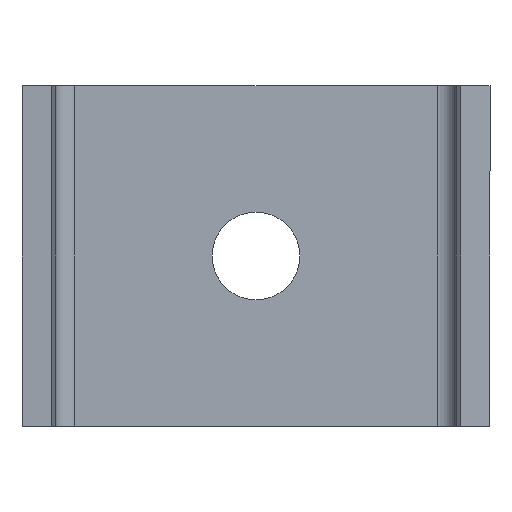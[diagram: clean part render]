
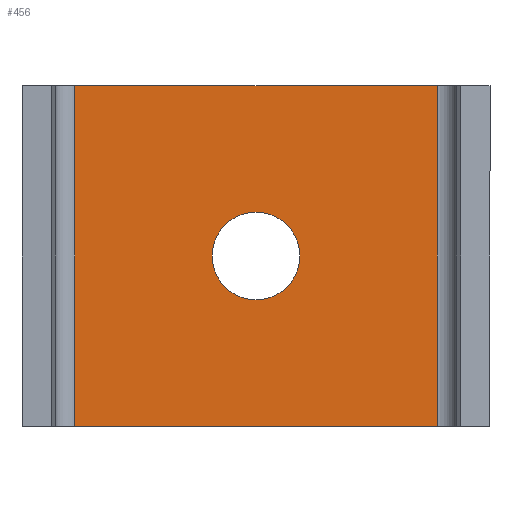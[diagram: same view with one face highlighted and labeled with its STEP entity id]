
A CAD part, front view. The second image highlights one B-rep face of the part: STEP entity #456.
In plain terms, the highlighted planar face has unit normal (0, -1, 0).
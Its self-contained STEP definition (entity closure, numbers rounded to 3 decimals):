
#16 = CARTESIAN_POINT ( 'NONE',  ( 18.6, 0., -17.5 ) ) ;
#17 = DIRECTION ( 'NONE',  ( 0., 0., -1. ) ) ;
#20 = PLANE ( 'NONE',  #138 ) ;
#21 = DIRECTION ( 'NONE',  ( 0., 0., 1. ) ) ;
#25 = DIRECTION ( 'NONE',  ( 0., 0., 1. ) ) ;
#26 = VERTEX_POINT ( 'NONE', #16 ) ;
#58 = EDGE_CURVE ( 'NONE', #611, #245, #621, .T. ) ;
#60 = EDGE_LOOP ( 'NONE', ( #207, #133, #506, #439 ) ) ;
#87 = CARTESIAN_POINT ( 'NONE',  ( -18.6, 0., -17.5 ) ) ;
#127 = VERTEX_POINT ( 'NONE', #87 ) ;
#128 = LINE ( 'NONE', #225, #433 ) ;
#129 = EDGE_CURVE ( 'NONE', #26, #127, #303, .T. ) ;
#133 = ORIENTED_EDGE ( 'NONE', *, *, #129, .F. ) ;
#138 = AXIS2_PLACEMENT_3D ( 'NONE', #219, #334, #17 ) ;
#142 = EDGE_CURVE ( 'NONE', #556, #26, #633, .T. ) ;
#144 = ORIENTED_EDGE ( 'NONE', *, *, #58, .T. ) ;
#158 = CARTESIAN_POINT ( 'NONE',  ( 0., 0., -4.5 ) ) ;
#161 = VECTOR ( 'NONE', #206, 1000. ) ;
#165 = FACE_BOUND ( 'NONE', #522, .T. ) ;
#184 = ORIENTED_EDGE ( 'NONE', *, *, #620, .T. ) ;
#188 = DIRECTION ( 'NONE',  ( 0., 0., -1. ) ) ;
#206 = DIRECTION ( 'NONE',  ( 0., 0., 1. ) ) ;
#207 = ORIENTED_EDGE ( 'NONE', *, *, #584, .F. ) ;
#219 = CARTESIAN_POINT ( 'NONE',  ( 0., 0., 0. ) ) ;
#225 = CARTESIAN_POINT ( 'NONE',  ( 18.6, 0., 17.5 ) ) ;
#245 = VERTEX_POINT ( 'NONE', #340 ) ;
#273 = CARTESIAN_POINT ( 'NONE',  ( 0., 0., 0. ) ) ;
#303 = LINE ( 'NONE', #396, #481 ) ;
#312 = CARTESIAN_POINT ( 'NONE',  ( -18.6, 0., -17.5 ) ) ;
#314 = CARTESIAN_POINT ( 'NONE',  ( 18.6, 0., 17.5 ) ) ;
#332 = DIRECTION ( 'NONE',  ( 0., 1., 0. ) ) ;
#334 = DIRECTION ( 'NONE',  ( 0., -1., 0. ) ) ;
#339 = DIRECTION ( 'NONE',  ( 0., 1., 0. ) ) ;
#340 = CARTESIAN_POINT ( 'NONE',  ( 0., 0., 4.5 ) ) ;
#375 = VERTEX_POINT ( 'NONE', #377 ) ;
#377 = CARTESIAN_POINT ( 'NONE',  ( -18.6, 0., 17.5 ) ) ;
#396 = CARTESIAN_POINT ( 'NONE',  ( 18.6, 0., -17.5 ) ) ;
#416 = EDGE_CURVE ( 'NONE', #375, #556, #128, .T. ) ;
#433 = VECTOR ( 'NONE', #470, 1000. ) ;
#436 = CARTESIAN_POINT ( 'NONE',  ( 18.6, 0., -17.5 ) ) ;
#439 = ORIENTED_EDGE ( 'NONE', *, *, #416, .F. ) ;
#456 = ADVANCED_FACE ( 'NONE', ( #165, #539 ), #20, .T. ) ;
#470 = DIRECTION ( 'NONE',  ( 1., 0., 0. ) ) ;
#481 = VECTOR ( 'NONE', #646, 1000. ) ;
#486 = AXIS2_PLACEMENT_3D ( 'NONE', #273, #332, #25 ) ;
#503 = CIRCLE ( 'NONE', #486, 4.5 ) ;
#506 = ORIENTED_EDGE ( 'NONE', *, *, #142, .F. ) ;
#522 = EDGE_LOOP ( 'NONE', ( #184, #144 ) ) ;
#532 = AXIS2_PLACEMENT_3D ( 'NONE', #580, #339, #21 ) ;
#539 = FACE_OUTER_BOUND ( 'NONE', #60, .T. ) ;
#556 = VERTEX_POINT ( 'NONE', #314 ) ;
#562 = LINE ( 'NONE', #312, #161 ) ;
#580 = CARTESIAN_POINT ( 'NONE',  ( 0., 0., 0. ) ) ;
#584 = EDGE_CURVE ( 'NONE', #127, #375, #562, .T. ) ;
#611 = VERTEX_POINT ( 'NONE', #158 ) ;
#620 = EDGE_CURVE ( 'NONE', #245, #611, #503, .T. ) ;
#621 = CIRCLE ( 'NONE', #532, 4.5 ) ;
#633 = LINE ( 'NONE', #436, #658 ) ;
#646 = DIRECTION ( 'NONE',  ( -1., 0., 0. ) ) ;
#658 = VECTOR ( 'NONE', #188, 1000. ) ;
